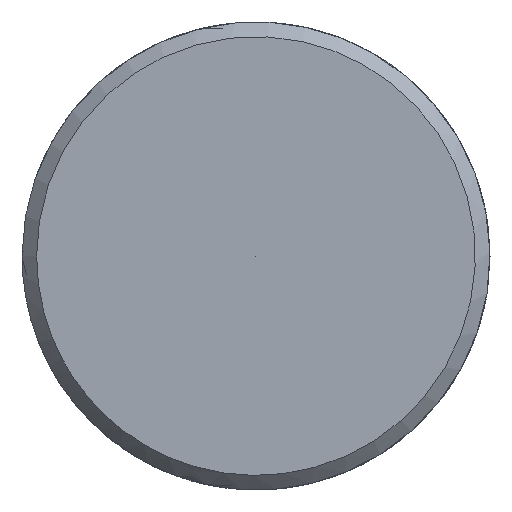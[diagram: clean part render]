
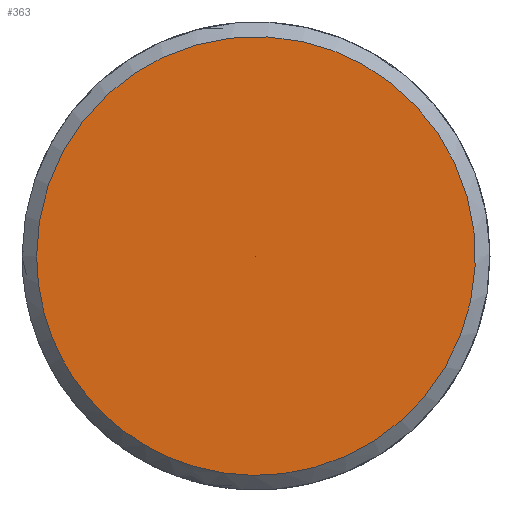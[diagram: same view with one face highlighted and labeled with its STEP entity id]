
A CAD part, left-side view. The second image highlights one B-rep face of the part: STEP entity #363.
In plain terms, the highlighted free-form (B-spline) face has degree [5, 3] with [6, 4] control points.
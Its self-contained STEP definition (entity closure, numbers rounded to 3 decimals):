
#277 = CARTESIAN_POINT ('', (-102., 3.75, 0.));
#278 = VERTEX_POINT ('', #277);
#288 = CARTESIAN_POINT ('', (-102., 3.75, 0.));
#289 = CARTESIAN_POINT ('', (-102., 3.75, 15.));
#290 = CARTESIAN_POINT ('', (-102., -11.25, 7.5));
#291 = CARTESIAN_POINT ('', (-102., -11.25, -7.5));
#292 = CARTESIAN_POINT ('', (-102., 3.75, -15.));
#293 = CARTESIAN_POINT ('', (-102., 3.75, 0.));
#294 = (
   BOUNDED_CURVE ()
   B_SPLINE_CURVE (5, (#288, #289, #290, #291, #292, #293), .UNSPECIFIED., .T., .U.)
   B_SPLINE_CURVE_WITH_KNOTS ((6, 6), (0., 1.), .UNSPECIFIED.)
   CURVE ()
   GEOMETRIC_REPRESENTATION_ITEM ()
   RATIONAL_B_SPLINE_CURVE ((5., 1., 1., 1., 1., 5.))
   REPRESENTATION_ITEM ('')
);
#295 = EDGE_CURVE ('', #278, #278, #294, .T.);
#325 = CARTESIAN_POINT ('', (-102., 0., 0.));
#326 = VERTEX_POINT ('', #325);
#327 = CARTESIAN_POINT ('', (-102., 3.75, 0.));
#328 = CARTESIAN_POINT ('', (-102., 2.5, 0.));
#329 = CARTESIAN_POINT ('', (-102., 1.25, 0.));
#330 = CARTESIAN_POINT ('', (-102., 0., 0.));
#331 = B_SPLINE_CURVE_WITH_KNOTS ('', 3, (#327, #328, #329, #330), .UNSPECIFIED., .F., .U., (4, 4), (0., 1.), .UNSPECIFIED.);
#332 = EDGE_CURVE ('', #278, #326, #331, .T.);
#333 = ORIENTED_EDGE ('', *, *, #332, .F.);
#334 = ORIENTED_EDGE ('', *, *, #295, .T.);
#335 = ORIENTED_EDGE ('', *, *, #332, .T.);
#336 = EDGE_LOOP ('', (#333, #334, #335));
#337 = FACE_OUTER_BOUND ('', #336, .F.);
#338 = CARTESIAN_POINT ('', (-102., 3.75, 0.));
#339 = CARTESIAN_POINT ('', (-102., 2.5, 0.));
#340 = CARTESIAN_POINT ('', (-102., 1.25, 0.));
#341 = CARTESIAN_POINT ('', (-102., 0., 0.));
#342 = CARTESIAN_POINT ('', (-102., 3.75, 15.));
#343 = CARTESIAN_POINT ('', (-102., 2.5, 10.));
#344 = CARTESIAN_POINT ('', (-102., 1.25, 5.));
#345 = CARTESIAN_POINT ('', (-102., 0., 0.));
#346 = CARTESIAN_POINT ('', (-102., -11.25, 7.5));
#347 = CARTESIAN_POINT ('', (-102., -7.5, 5.));
#348 = CARTESIAN_POINT ('', (-102., -3.75, 2.5));
#349 = CARTESIAN_POINT ('', (-102., 0., 0.));
#350 = CARTESIAN_POINT ('', (-102., -11.25, -7.5));
#351 = CARTESIAN_POINT ('', (-102., -7.5, -5.));
#352 = CARTESIAN_POINT ('', (-102., -3.75, -2.5));
#353 = CARTESIAN_POINT ('', (-102., 0., 0.));
#354 = CARTESIAN_POINT ('', (-102., 3.75, -15.));
#355 = CARTESIAN_POINT ('', (-102., 2.5, -10.));
#356 = CARTESIAN_POINT ('', (-102., 1.25, -5.));
#357 = CARTESIAN_POINT ('', (-102., 0., 0.));
#358 = CARTESIAN_POINT ('', (-102., 3.75, 0.));
#359 = CARTESIAN_POINT ('', (-102., 2.5, 0.));
#360 = CARTESIAN_POINT ('', (-102., 1.25, 0.));
#361 = CARTESIAN_POINT ('', (-102., 0., 0.));
#362 = (
   BOUNDED_SURFACE ()
   B_SPLINE_SURFACE (5, 3, ((#338, #339, #340, #341), (#342, #343, #344, #345), (#346, #347, #348, #349), (#350, #351, #352, #353), (#354, #355, #356, #357), (#358, #359, #360, #361)), .UNSPECIFIED., .T., .F., .U.)
   B_SPLINE_SURFACE_WITH_KNOTS ((6, 6), (4, 4), (0., 1.), (0., 1.), .UNSPECIFIED.)
   SURFACE ()
   GEOMETRIC_REPRESENTATION_ITEM ()
   RATIONAL_B_SPLINE_SURFACE (((5., 5., 5., 5.), (1., 1., 1., 1.), (1., 1., 1., 1.), (1., 1., 1., 1.), (1., 1., 1., 1.), (5., 5., 5., 5.)))
   REPRESENTATION_ITEM ('')
);
#363 = ADVANCED_FACE ('', (#337), #362, .F.);
